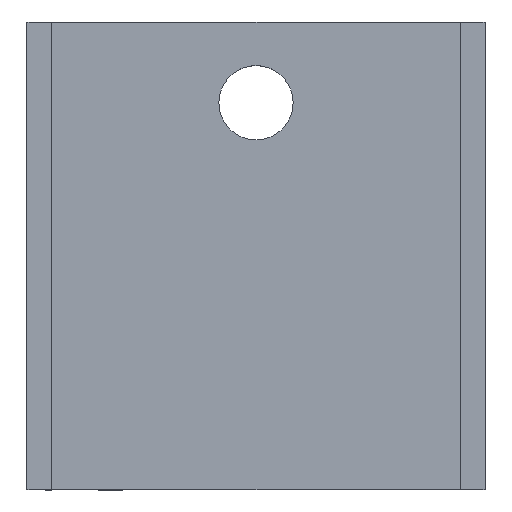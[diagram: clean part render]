
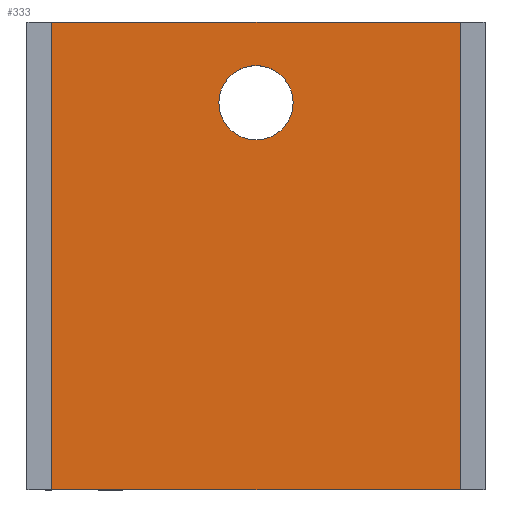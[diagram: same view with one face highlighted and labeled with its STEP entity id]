
A CAD part, top view. The second image highlights one B-rep face of the part: STEP entity #333.
In plain terms, the highlighted planar face has unit normal (0, 0, 1).
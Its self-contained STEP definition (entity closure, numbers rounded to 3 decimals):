
#43 = DIRECTION ( 'NONE',  ( 0., 1., 0. ) ) ;
#44 = EDGE_CURVE ( 'NONE', #270, #67, #110, .T. ) ;
#52 = ORIENTED_EDGE ( 'NONE', *, *, #761, .T. ) ;
#67 = VERTEX_POINT ( 'NONE', #1094 ) ;
#74 = DIRECTION ( 'NONE',  ( 0., 1., 0. ) ) ;
#105 = VECTOR ( 'NONE', #43, 1000. ) ;
#110 = CIRCLE ( 'NONE', #873, 1.2 ) ;
#130 = CARTESIAN_POINT ( 'NONE',  ( 6.6, 15.1, 5.9 ) ) ;
#133 = CARTESIAN_POINT ( 'NONE',  ( -6.6, 0., 5.9 ) ) ;
#135 = CARTESIAN_POINT ( 'NONE',  ( 0., 15.1, 5.9 ) ) ;
#146 = DIRECTION ( 'NONE',  ( 1., 0., 0. ) ) ;
#150 = CIRCLE ( 'NONE', #778, 1.2 ) ;
#163 = CARTESIAN_POINT ( 'NONE',  ( 6.6, 0., 5.9 ) ) ;
#195 = EDGE_LOOP ( 'NONE', ( #275, #799 ) ) ;
#230 = CARTESIAN_POINT ( 'NONE',  ( 0., 12.5, 5.9 ) ) ;
#232 = VECTOR ( 'NONE', #74, 1000. ) ;
#233 = LINE ( 'NONE', #135, #944 ) ;
#246 = DIRECTION ( 'NONE',  ( 0., 0., 1. ) ) ;
#270 = VERTEX_POINT ( 'NONE', #309 ) ;
#275 = ORIENTED_EDGE ( 'NONE', *, *, #44, .F. ) ;
#309 = CARTESIAN_POINT ( 'NONE',  ( -1.2, 12.5, 5.9 ) ) ;
#310 = VERTEX_POINT ( 'NONE', #1089 ) ;
#332 = ORIENTED_EDGE ( 'NONE', *, *, #940, .T. ) ;
#333 = ADVANCED_FACE ( 'NONE', ( #507, #669 ), #921, .T. ) ;
#379 = CARTESIAN_POINT ( 'NONE',  ( 0., 12.5, 5.9 ) ) ;
#427 = DIRECTION ( 'NONE',  ( 0., 0., 1. ) ) ;
#437 = EDGE_LOOP ( 'NONE', ( #967, #888, #332, #52 ) ) ;
#441 = LINE ( 'NONE', #791, #814 ) ;
#448 = DIRECTION ( 'NONE',  ( 1., 0., 0. ) ) ;
#470 = DIRECTION ( 'NONE',  ( 1., 0., 0. ) ) ;
#507 = FACE_BOUND ( 'NONE', #195, .T. ) ;
#564 = DIRECTION ( 'NONE',  ( 0., 0., 1. ) ) ;
#587 = LINE ( 'NONE', #163, #232 ) ;
#594 = VERTEX_POINT ( 'NONE', #130 ) ;
#618 = EDGE_CURVE ( 'NONE', #67, #270, #150, .T. ) ;
#669 = FACE_OUTER_BOUND ( 'NONE', #437, .T. ) ;
#684 = CARTESIAN_POINT ( 'NONE',  ( 0., 0., 5.9 ) ) ;
#696 = EDGE_CURVE ( 'NONE', #942, #594, #233, .T. ) ;
#720 = AXIS2_PLACEMENT_3D ( 'NONE', #684, #427, #854 ) ;
#761 = EDGE_CURVE ( 'NONE', #979, #594, #587, .T. ) ;
#778 = AXIS2_PLACEMENT_3D ( 'NONE', #379, #564, #988 ) ;
#791 = CARTESIAN_POINT ( 'NONE',  ( 0., 0., 5.9 ) ) ;
#799 = ORIENTED_EDGE ( 'NONE', *, *, #618, .F. ) ;
#801 = CARTESIAN_POINT ( 'NONE',  ( -6.6, 15.1, 5.9 ) ) ;
#810 = CARTESIAN_POINT ( 'NONE',  ( 6.6, 0., 5.9 ) ) ;
#814 = VECTOR ( 'NONE', #448, 1000. ) ;
#854 = DIRECTION ( 'NONE',  ( 1., 0., 0. ) ) ;
#873 = AXIS2_PLACEMENT_3D ( 'NONE', #230, #246, #146 ) ;
#888 = ORIENTED_EDGE ( 'NONE', *, *, #1012, .F. ) ;
#921 = PLANE ( 'NONE',  #720 ) ;
#940 = EDGE_CURVE ( 'NONE', #310, #979, #441, .T. ) ;
#942 = VERTEX_POINT ( 'NONE', #801 ) ;
#944 = VECTOR ( 'NONE', #470, 1000. ) ;
#967 = ORIENTED_EDGE ( 'NONE', *, *, #696, .F. ) ;
#979 = VERTEX_POINT ( 'NONE', #810 ) ;
#981 = LINE ( 'NONE', #133, #105 ) ;
#988 = DIRECTION ( 'NONE',  ( 1., 0., 0. ) ) ;
#1012 = EDGE_CURVE ( 'NONE', #310, #942, #981, .T. ) ;
#1089 = CARTESIAN_POINT ( 'NONE',  ( -6.6, 0., 5.9 ) ) ;
#1094 = CARTESIAN_POINT ( 'NONE',  ( 1.2, 12.5, 5.9 ) ) ;
